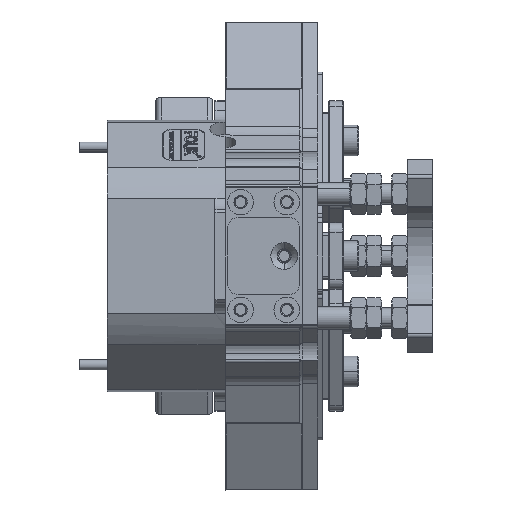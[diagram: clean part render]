
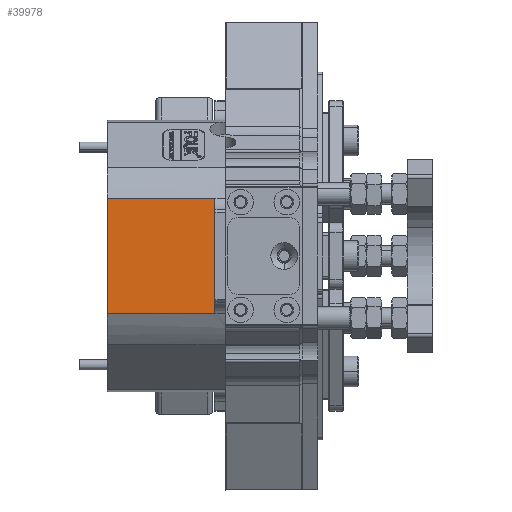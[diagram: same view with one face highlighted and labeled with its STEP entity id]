
A CAD part, left-side view. The second image highlights one B-rep face of the part: STEP entity #39978.
In plain terms, the highlighted planar face has unit normal (-1, 0, 0).
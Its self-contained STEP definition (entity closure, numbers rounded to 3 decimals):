
#1771 = VERTEX_POINT ( 'NONE', #30601 ) ;
#4959 = VECTOR ( 'NONE', #69674, 1000. ) ;
#7974 = CARTESIAN_POINT ( 'NONE',  ( 46.894, -33.894, 53.236 ) ) ;
#8540 = ORIENTED_EDGE ( 'NONE', *, *, #9154, .F. ) ;
#9154 = EDGE_CURVE ( 'NONE', #1771, #48263, #65620, .T. ) ;
#10377 = ORIENTED_EDGE ( 'NONE', *, *, #68137, .F. ) ;
#13011 = FACE_OUTER_BOUND ( 'NONE', #46399, .T. ) ;
#15267 = LINE ( 'NONE', #52895, #62648 ) ;
#22632 = VECTOR ( 'NONE', #62531, 1000. ) ;
#22788 = CARTESIAN_POINT ( 'NONE',  ( 46.894, -12.894, 42. ) ) ;
#23066 = CARTESIAN_POINT ( 'NONE',  ( 46.894, -35.894, 53.236 ) ) ;
#29150 = AXIS2_PLACEMENT_3D ( 'NONE', #59480, #47679, #53940 ) ;
#30601 = CARTESIAN_POINT ( 'NONE',  ( 46.894, -12.894, 30.764 ) ) ;
#32366 = VERTEX_POINT ( 'NONE', #7974 ) ;
#38789 = CARTESIAN_POINT ( 'NONE',  ( 46.894, -33.894, 30.764 ) ) ;
#39978 = ADVANCED_FACE ( 'NONE', ( #13011 ), #70942, .T. ) ;
#40603 = ORIENTED_EDGE ( 'NONE', *, *, #52685, .F. ) ;
#40919 = DIRECTION ( 'NONE',  ( 0., 0., -1. ) ) ;
#41629 = LINE ( 'NONE', #57212, #46063 ) ;
#45872 = CARTESIAN_POINT ( 'NONE',  ( 46.894, -12.894, 53.236 ) ) ;
#46063 = VECTOR ( 'NONE', #40919, 1000. ) ;
#46399 = EDGE_LOOP ( 'NONE', ( #49482, #10377, #8540, #40603 ) ) ;
#47322 = DIRECTION ( 'NONE',  ( 0., 1., 0. ) ) ;
#47679 = DIRECTION ( 'NONE',  ( -1., 0., 0. ) ) ;
#48263 = VERTEX_POINT ( 'NONE', #45872 ) ;
#49482 = ORIENTED_EDGE ( 'NONE', *, *, #66103, .F. ) ;
#50357 = LINE ( 'NONE', #23066, #22632 ) ;
#52685 = EDGE_CURVE ( 'NONE', #52945, #1771, #15267, .T. ) ;
#52895 = CARTESIAN_POINT ( 'NONE',  ( 46.894, -33.894, 30.764 ) ) ;
#52945 = VERTEX_POINT ( 'NONE', #38789 ) ;
#53940 = DIRECTION ( 'NONE',  ( 0., -1., 0. ) ) ;
#57212 = CARTESIAN_POINT ( 'NONE',  ( 46.894, -33.894, 0. ) ) ;
#59480 = CARTESIAN_POINT ( 'NONE',  ( 46.894, -35.394, 29.526 ) ) ;
#62531 = DIRECTION ( 'NONE',  ( 0., -1., 0. ) ) ;
#62648 = VECTOR ( 'NONE', #47322, 1000. ) ;
#65620 = LINE ( 'NONE', #22788, #4959 ) ;
#66103 = EDGE_CURVE ( 'NONE', #32366, #52945, #41629, .T. ) ;
#68137 = EDGE_CURVE ( 'NONE', #48263, #32366, #50357, .T. ) ;
#69674 = DIRECTION ( 'NONE',  ( 0., 0., 1. ) ) ;
#70942 = PLANE ( 'NONE',  #29150 ) ;
